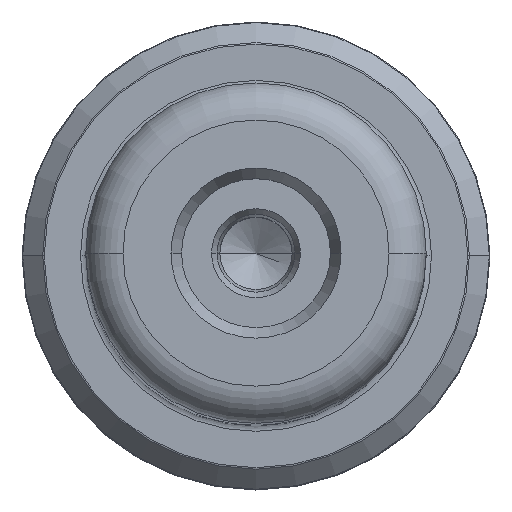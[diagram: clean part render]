
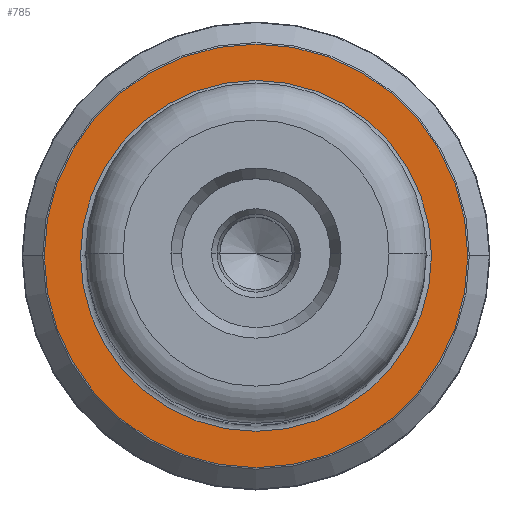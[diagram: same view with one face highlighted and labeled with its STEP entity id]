
A CAD part, top view. The second image highlights one B-rep face of the part: STEP entity #785.
In plain terms, the highlighted planar face has unit normal (0, 0, 1).
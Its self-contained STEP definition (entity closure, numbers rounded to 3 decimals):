
#32 = ORIENTED_EDGE ( 'NONE', *, *, #2180, .T. ) ;
#76 = DIRECTION ( 'NONE',  ( -1., 0., 0. ) ) ;
#135 = CARTESIAN_POINT ( 'NONE',  ( 16.5, 0., 33. ) ) ;
#229 = AXIS2_PLACEMENT_3D ( 'NONE', #4026, #3100, #306 ) ;
#275 = CARTESIAN_POINT ( 'NONE',  ( 0., 0., 33. ) ) ;
#288 = FACE_BOUND ( 'NONE', #1863, .T. ) ;
#306 = DIRECTION ( 'NONE',  ( 1., 0., 0. ) ) ;
#584 = VERTEX_POINT ( 'NONE', #2069 ) ;
#655 = AXIS2_PLACEMENT_3D ( 'NONE', #1204, #930, #3959 ) ;
#785 = ADVANCED_FACE ( 'NONE', ( #288, #1850 ), #1228, .T. ) ;
#842 = AXIS2_PLACEMENT_3D ( 'NONE', #275, #2066, #3684 ) ;
#930 = DIRECTION ( 'NONE',  ( 0., 0., -1. ) ) ;
#972 = EDGE_CURVE ( 'NONE', #2919, #584, #2242, .T. ) ;
#1005 = DIRECTION ( 'NONE',  ( 0., 0., -1. ) ) ;
#1016 = ORIENTED_EDGE ( 'NONE', *, *, #1066, .T. ) ;
#1066 = EDGE_CURVE ( 'NONE', #584, #2919, #2204, .T. ) ;
#1117 = DIRECTION ( 'NONE',  ( 1., 0., 0. ) ) ;
#1204 = CARTESIAN_POINT ( 'NONE',  ( 0., 0., 33. ) ) ;
#1228 = PLANE ( 'NONE',  #229 ) ;
#1472 = AXIS2_PLACEMENT_3D ( 'NONE', #3273, #2624, #1117 ) ;
#1600 = CARTESIAN_POINT ( 'NONE',  ( 0., 0., 33. ) ) ;
#1850 = FACE_OUTER_BOUND ( 'NONE', #2116, .T. ) ;
#1863 = EDGE_LOOP ( 'NONE', ( #32, #2609 ) ) ;
#2033 = AXIS2_PLACEMENT_3D ( 'NONE', #1600, #1005, #76 ) ;
#2066 = DIRECTION ( 'NONE',  ( 0., 0., 1. ) ) ;
#2069 = CARTESIAN_POINT ( 'NONE',  ( -19.917, 0., 33. ) ) ;
#2116 = EDGE_LOOP ( 'NONE', ( #3303, #1016 ) ) ;
#2180 = EDGE_CURVE ( 'NONE', #3060, #3775, #2417, .T. ) ;
#2204 = CIRCLE ( 'NONE', #842, 19.917 ) ;
#2242 = CIRCLE ( 'NONE', #1472, 19.917 ) ;
#2417 = CIRCLE ( 'NONE', #655, 16.5 ) ;
#2609 = ORIENTED_EDGE ( 'NONE', *, *, #3661, .T. ) ;
#2624 = DIRECTION ( 'NONE',  ( 0., 0., 1. ) ) ;
#2734 = CARTESIAN_POINT ( 'NONE',  ( 19.917, 0., 33. ) ) ;
#2919 = VERTEX_POINT ( 'NONE', #2734 ) ;
#2959 = CIRCLE ( 'NONE', #2033, 16.5 ) ;
#3060 = VERTEX_POINT ( 'NONE', #4017 ) ;
#3100 = DIRECTION ( 'NONE',  ( 0., 0., 1. ) ) ;
#3273 = CARTESIAN_POINT ( 'NONE',  ( 0., 0., 33. ) ) ;
#3303 = ORIENTED_EDGE ( 'NONE', *, *, #972, .T. ) ;
#3661 = EDGE_CURVE ( 'NONE', #3775, #3060, #2959, .T. ) ;
#3684 = DIRECTION ( 'NONE',  ( 1., 0., 0. ) ) ;
#3775 = VERTEX_POINT ( 'NONE', #135 ) ;
#3959 = DIRECTION ( 'NONE',  ( -1., 0., 0. ) ) ;
#4017 = CARTESIAN_POINT ( 'NONE',  ( -16.5, 0., 33. ) ) ;
#4026 = CARTESIAN_POINT ( 'NONE',  ( 0., 0., 33. ) ) ;
